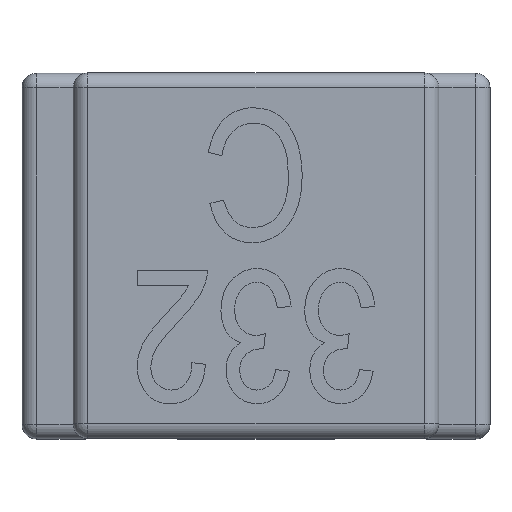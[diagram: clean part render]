
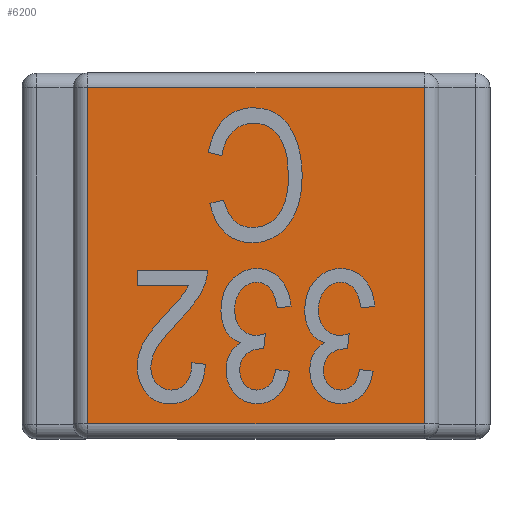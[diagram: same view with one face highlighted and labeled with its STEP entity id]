
A CAD part, top view. The second image highlights one B-rep face of the part: STEP entity #6200.
In plain terms, the highlighted planar face has unit normal (0, 0, 1).
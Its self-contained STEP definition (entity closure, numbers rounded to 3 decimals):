
#6200 = ADVANCED_FACE('',(#6201),#6235,.T.);
#6201 = FACE_BOUND('',#6202,.T.);
#6202 = EDGE_LOOP('',(#6203,#6213,#6221,#6229));
#6203 = ORIENTED_EDGE('',*,*,#6204,.T.);
#6204 = EDGE_CURVE('',#6205,#6207,#6209,.T.);
#6205 = VERTEX_POINT('',#6206);
#6206 = CARTESIAN_POINT('',(-1.15,1.15,2.1));
#6207 = VERTEX_POINT('',#6208);
#6208 = CARTESIAN_POINT('',(-1.15,-1.15,2.1));
#6209 = LINE('',#6210,#6211);
#6210 = CARTESIAN_POINT('',(-1.15,-1.25,2.1));
#6211 = VECTOR('',#6212,1.);
#6212 = DIRECTION('',(0.,-1.,0.));
#6213 = ORIENTED_EDGE('',*,*,#6214,.T.);
#6214 = EDGE_CURVE('',#6207,#6215,#6217,.T.);
#6215 = VERTEX_POINT('',#6216);
#6216 = CARTESIAN_POINT('',(1.15,-1.15,2.1));
#6217 = LINE('',#6218,#6219);
#6218 = CARTESIAN_POINT('',(1.25,-1.15,2.1));
#6219 = VECTOR('',#6220,1.);
#6220 = DIRECTION('',(1.,0.,0.));
#6221 = ORIENTED_EDGE('',*,*,#6222,.T.);
#6222 = EDGE_CURVE('',#6215,#6223,#6225,.T.);
#6223 = VERTEX_POINT('',#6224);
#6224 = CARTESIAN_POINT('',(1.15,1.15,2.1));
#6225 = LINE('',#6226,#6227);
#6226 = CARTESIAN_POINT('',(1.15,1.25,2.1));
#6227 = VECTOR('',#6228,1.);
#6228 = DIRECTION('',(0.,1.,0.));
#6229 = ORIENTED_EDGE('',*,*,#6230,.T.);
#6230 = EDGE_CURVE('',#6223,#6205,#6231,.T.);
#6231 = LINE('',#6232,#6233);
#6232 = CARTESIAN_POINT('',(-1.25,1.15,2.1));
#6233 = VECTOR('',#6234,1.);
#6234 = DIRECTION('',(-1.,-0.,0.));
#6235 = PLANE('',#6236);
#6236 = AXIS2_PLACEMENT_3D('',#6237,#6238,#6239);
#6237 = CARTESIAN_POINT('',(0.,0.,2.1));
#6238 = DIRECTION('',(0.,0.,1.));
#6239 = DIRECTION('',(0.,-1.,0.));
